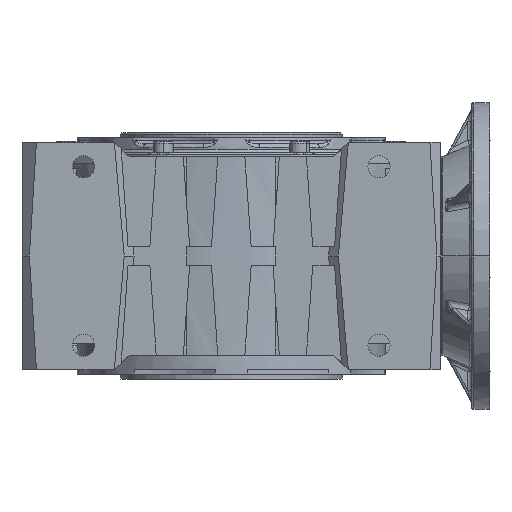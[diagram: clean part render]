
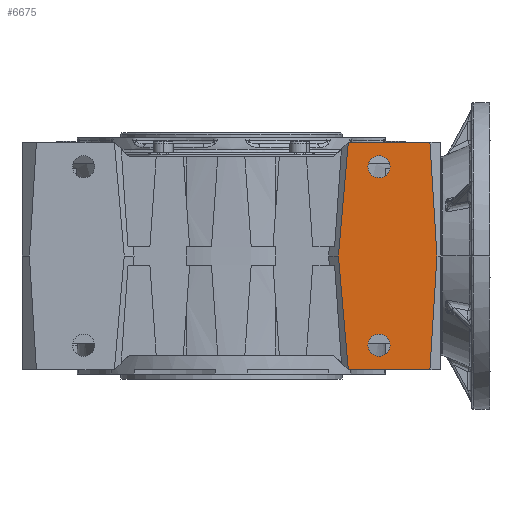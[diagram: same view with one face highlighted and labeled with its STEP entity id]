
A CAD part, front view. The second image highlights one B-rep face of the part: STEP entity #6675.
In plain terms, the highlighted planar face has unit normal (0, -1, 0).
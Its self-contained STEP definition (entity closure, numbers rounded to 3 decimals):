
#1655 = VECTOR ( 'NONE', #79871, 1000. ) ;
#6675 = ADVANCED_FACE ( 'NONE', ( #32868, #96397, #100650 ), #143179, .T. ) ;
#9088 = ORIENTED_EDGE ( 'NONE', *, *, #143757, .T. ) ;
#11240 = CARTESIAN_POINT ( 'NONE',  ( 0., -170., -92.5 ) ) ;
#12560 = CIRCLE ( 'NONE', #16453, 9. ) ;
#16086 = CARTESIAN_POINT ( 'NONE',  ( 120., -170., 72.5 ) ) ;
#16453 = AXIS2_PLACEMENT_3D ( 'NONE', #67716, #162655, #81256 ) ;
#21172 = ORIENTED_EDGE ( 'NONE', *, *, #50577, .T. ) ;
#24078 = VERTEX_POINT ( 'NONE', #95104 ) ;
#25098 = CARTESIAN_POINT ( 'NONE',  ( 167., -170., 0. ) ) ;
#25993 = CIRCLE ( 'NONE', #121662, 9. ) ;
#28124 = ORIENTED_EDGE ( 'NONE', *, *, #128193, .T. ) ;
#29340 = VERTEX_POINT ( 'NONE', #25098 ) ;
#29769 = DIRECTION ( 'NONE',  ( 0., 0., 1. ) ) ;
#31121 = VERTEX_POINT ( 'NONE', #104286 ) ;
#31149 = EDGE_CURVE ( 'NONE', #31121, #117841, #129766, .T. ) ;
#31652 = CARTESIAN_POINT ( 'NONE',  ( 167., -170., 0. ) ) ;
#31914 = CARTESIAN_POINT ( 'NONE',  ( 120., -170., -72.5 ) ) ;
#32385 = DIRECTION ( 'NONE',  ( 0.062, 0., -0.998 ) ) ;
#32868 = FACE_BOUND ( 'NONE', #127319, .T. ) ;
#35308 = DIRECTION ( 'NONE',  ( 1., 0., 0. ) ) ;
#35734 = CARTESIAN_POINT ( 'NONE',  ( 120., -170., 81.5 ) ) ;
#41120 = EDGE_CURVE ( 'NONE', #156895, #31121, #145278, .T. ) ;
#41855 = VERTEX_POINT ( 'NONE', #35734 ) ;
#42429 = CARTESIAN_POINT ( 'NONE',  ( 161.289, -170., -92.5 ) ) ;
#43027 = CIRCLE ( 'NONE', #90300, 9. ) ;
#45514 = DIRECTION ( 'NONE',  ( 0., 0., 1. ) ) ;
#46209 = LINE ( 'NONE', #11240, #1655 ) ;
#46981 = DIRECTION ( 'NONE',  ( -0.086, 0., 0.996 ) ) ;
#50577 = EDGE_CURVE ( 'NONE', #24078, #67867, #46209, .T. ) ;
#52675 = VERTEX_POINT ( 'NONE', #56952 ) ;
#56952 = CARTESIAN_POINT ( 'NONE',  ( 120., -170., 63.5 ) ) ;
#61281 = CARTESIAN_POINT ( 'NONE',  ( 120., -170., 72.5 ) ) ;
#65686 = VERTEX_POINT ( 'NONE', #154415 ) ;
#67716 = CARTESIAN_POINT ( 'NONE',  ( 120., -170., -72.5 ) ) ;
#67867 = VERTEX_POINT ( 'NONE', #42429 ) ;
#68507 = VECTOR ( 'NONE', #46981, 1000. ) ;
#72892 = EDGE_LOOP ( 'NONE', ( #83498, #130235, #21172, #163212, #161480, #172005 ) ) ;
#72944 = VECTOR ( 'NONE', #175204, 1000. ) ;
#74619 = VECTOR ( 'NONE', #167361, 1000. ) ;
#74850 = DIRECTION ( 'NONE',  ( 0., 0., 1. ) ) ;
#79759 = CARTESIAN_POINT ( 'NONE',  ( 87., -170., 0. ) ) ;
#79871 = DIRECTION ( 'NONE',  ( 1., 0., 0. ) ) ;
#81256 = DIRECTION ( 'NONE',  ( 0., 0., 1. ) ) ;
#83498 = ORIENTED_EDGE ( 'NONE', *, *, #41120, .F. ) ;
#90300 = AXIS2_PLACEMENT_3D ( 'NONE', #61281, #156193, #74850 ) ;
#95104 = CARTESIAN_POINT ( 'NONE',  ( 95., -170., -92.5 ) ) ;
#96397 = FACE_BOUND ( 'NONE', #100545, .T. ) ;
#100545 = EDGE_LOOP ( 'NONE', ( #28124, #156829 ) ) ;
#100650 = FACE_OUTER_BOUND ( 'NONE', #72892, .T. ) ;
#100879 = CARTESIAN_POINT ( 'NONE',  ( 95., -170., -92.5 ) ) ;
#101028 = EDGE_CURVE ( 'NONE', #117841, #29340, #103453, .T. ) ;
#102794 = CARTESIAN_POINT ( 'NONE',  ( -170.62, -170., -96.2 ) ) ;
#103453 = LINE ( 'NONE', #113441, #171300 ) ;
#104286 = CARTESIAN_POINT ( 'NONE',  ( 95., -170., 92.5 ) ) ;
#104579 = LINE ( 'NONE', #100879, #68507 ) ;
#104705 = ORIENTED_EDGE ( 'NONE', *, *, #147958, .T. ) ;
#107908 = CARTESIAN_POINT ( 'NONE',  ( 161.289, -170., 92.5 ) ) ;
#110851 = DIRECTION ( 'NONE',  ( 0., 1., 0. ) ) ;
#113441 = CARTESIAN_POINT ( 'NONE',  ( 161.289, -170., 92.5 ) ) ;
#114901 = LINE ( 'NONE', #31652, #74619 ) ;
#116362 = DIRECTION ( 'NONE',  ( 0., -1., 0. ) ) ;
#117841 = VERTEX_POINT ( 'NONE', #107908 ) ;
#118923 = AXIS2_PLACEMENT_3D ( 'NONE', #16086, #110851, #29769 ) ;
#121662 = AXIS2_PLACEMENT_3D ( 'NONE', #31914, #126676, #45514 ) ;
#126676 = DIRECTION ( 'NONE',  ( 0., 1., 0. ) ) ;
#127319 = EDGE_LOOP ( 'NONE', ( #9088, #104705 ) ) ;
#128193 = EDGE_CURVE ( 'NONE', #52675, #41855, #43027, .T. ) ;
#129766 = LINE ( 'NONE', #172421, #165839 ) ;
#130235 = ORIENTED_EDGE ( 'NONE', *, *, #156196, .F. ) ;
#131607 = DIRECTION ( 'NONE',  ( 1., 0., 0. ) ) ;
#138506 = CARTESIAN_POINT ( 'NONE',  ( 87., -170., 0. ) ) ;
#139499 = CARTESIAN_POINT ( 'NONE',  ( 120., -170., -63.5 ) ) ;
#140254 = VERTEX_POINT ( 'NONE', #139499 ) ;
#143179 = PLANE ( 'NONE',  #158812 ) ;
#143757 = EDGE_CURVE ( 'NONE', #65686, #140254, #25993, .T. ) ;
#145278 = LINE ( 'NONE', #79759, #72944 ) ;
#147958 = EDGE_CURVE ( 'NONE', #140254, #65686, #12560, .T. ) ;
#154415 = CARTESIAN_POINT ( 'NONE',  ( 120., -170., -81.5 ) ) ;
#156193 = DIRECTION ( 'NONE',  ( 0., 1., 0. ) ) ;
#156196 = EDGE_CURVE ( 'NONE', #24078, #156895, #104579, .T. ) ;
#156829 = ORIENTED_EDGE ( 'NONE', *, *, #175805, .T. ) ;
#156895 = VERTEX_POINT ( 'NONE', #138506 ) ;
#158812 = AXIS2_PLACEMENT_3D ( 'NONE', #102794, #116362, #35308 ) ;
#160513 = EDGE_CURVE ( 'NONE', #29340, #67867, #114901, .T. ) ;
#161480 = ORIENTED_EDGE ( 'NONE', *, *, #101028, .F. ) ;
#162655 = DIRECTION ( 'NONE',  ( 0., 1., 0. ) ) ;
#163212 = ORIENTED_EDGE ( 'NONE', *, *, #160513, .F. ) ;
#165839 = VECTOR ( 'NONE', #131607, 1000. ) ;
#167361 = DIRECTION ( 'NONE',  ( -0.062, 0., -0.998 ) ) ;
#171300 = VECTOR ( 'NONE', #32385, 1000. ) ;
#172005 = ORIENTED_EDGE ( 'NONE', *, *, #31149, .F. ) ;
#172266 = CIRCLE ( 'NONE', #118923, 9. ) ;
#172421 = CARTESIAN_POINT ( 'NONE',  ( 1.5, -170., 92.5 ) ) ;
#175204 = DIRECTION ( 'NONE',  ( 0.086, 0., 0.996 ) ) ;
#175805 = EDGE_CURVE ( 'NONE', #41855, #52675, #172266, .T. ) ;
